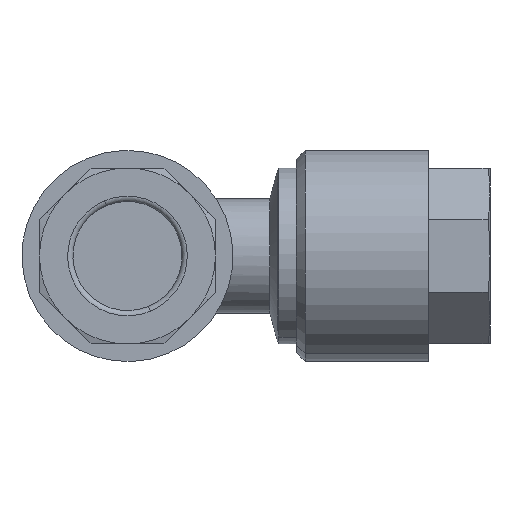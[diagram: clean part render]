
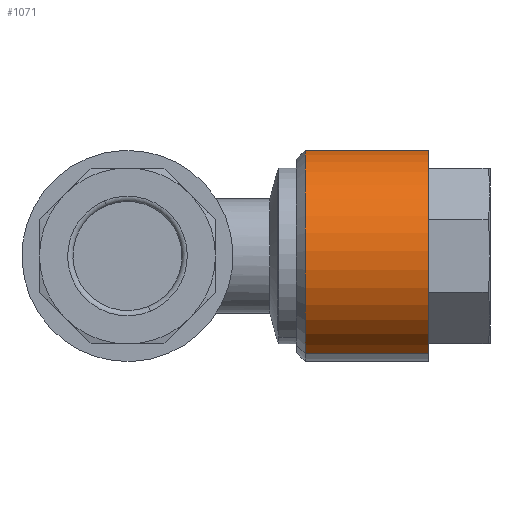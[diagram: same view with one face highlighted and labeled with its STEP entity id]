
A CAD part, left-side view. The second image highlights one B-rep face of the part: STEP entity #1071.
In plain terms, the highlighted cylindrical face has radius 6 mm (diameter 12 mm), a partial arc.
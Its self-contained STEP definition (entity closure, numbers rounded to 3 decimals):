
#103=CYLINDRICAL_SURFACE('',#2291,6.);
#216=FACE_OUTER_BOUND('',#353,.F.);
#353=EDGE_LOOP('',(#853,#854,#855,#856));
#853=ORIENTED_EDGE('',*,*,#1667,.T.);
#854=ORIENTED_EDGE('',*,*,#1862,.T.);
#855=ORIENTED_EDGE('',*,*,#1669,.T.);
#856=ORIENTED_EDGE('',*,*,#1863,.T.);
#1071=ADVANCED_FACE('',(#216),#103,.T.);
#1272=LINE('',#3627,#1403);
#1273=LINE('',#3628,#1404);
#1403=VECTOR('',#2676,7.);
#1404=VECTOR('',#2677,7.);
#1535=CIRCLE('',#2151,6.);
#1537=CIRCLE('',#2153,6.);
#1667=EDGE_CURVE('',#1953,#1954,#1535,.T.);
#1669=EDGE_CURVE('',#1951,#1952,#1537,.T.);
#1862=EDGE_CURVE('',#1954,#1951,#1272,.T.);
#1863=EDGE_CURVE('',#1952,#1953,#1273,.T.);
#1951=VERTEX_POINT('',#3027);
#1952=VERTEX_POINT('',#3028);
#1953=VERTEX_POINT('',#3029);
#1954=VERTEX_POINT('',#3030);
#2151=AXIS2_PLACEMENT_3D('',#3264,#2485,#2486);
#2153=AXIS2_PLACEMENT_3D('',#3266,#2489,#2490);
#2291=AXIS2_PLACEMENT_3D('',#3735,#2886,#2887);
#2485=DIRECTION('',(0.,-1.,0.));
#2486=DIRECTION('',(0.383,0.,0.924));
#2489=DIRECTION('',(0.,1.,0.));
#2490=DIRECTION('',(-0.383,0.,-0.924));
#2676=DIRECTION('',(0.,1.,0.));
#2677=DIRECTION('',(0.,-1.,0.));
#2886=DIRECTION('',(0.,1.,0.));
#2887=DIRECTION('',(-0.301,0.,-0.954));
#3027=CARTESIAN_POINT('',(-2.296,10.4,-5.543));
#3028=CARTESIAN_POINT('',(2.296,10.4,5.543));
#3029=CARTESIAN_POINT('',(2.296,3.4,5.543));
#3030=CARTESIAN_POINT('',(-2.296,3.4,-5.543));
#3264=CARTESIAN_POINT('',(0.,3.4,0.));
#3266=CARTESIAN_POINT('',(0.,10.4,0.));
#3627=CARTESIAN_POINT('',(-2.296,3.4,-5.543));
#3628=CARTESIAN_POINT('',(2.296,10.4,5.543));
#3735=CARTESIAN_POINT('',(0.,10.75,0.));
